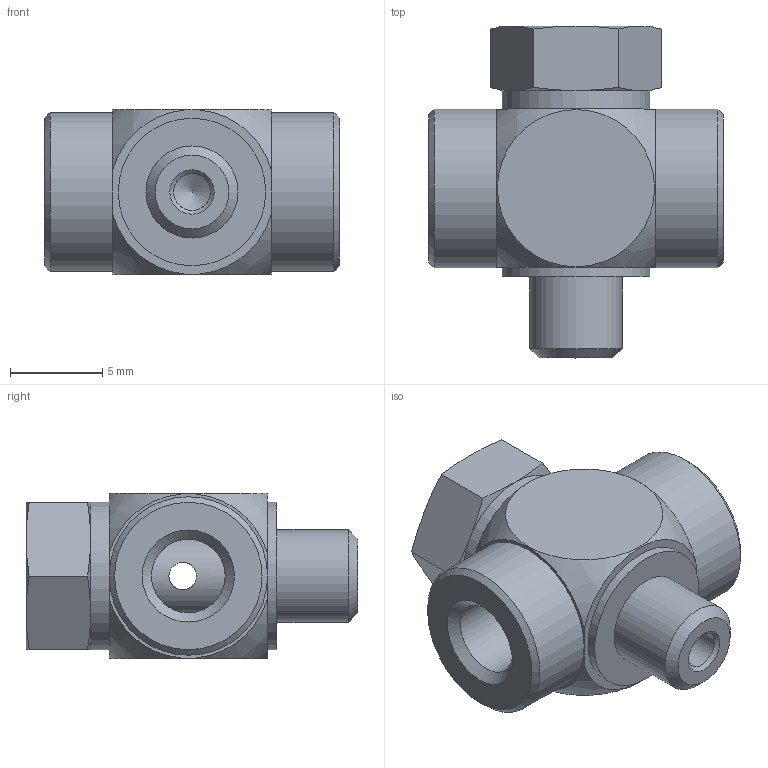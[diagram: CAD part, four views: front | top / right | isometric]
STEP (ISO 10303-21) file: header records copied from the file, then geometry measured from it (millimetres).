
FILE_DESCRIPTION(/* description */ (''),/* implementation_level */ '2;1');
FILE_NAME(/* name */ 'tjk_50_msv.stp',/* time_stamp */ '2017-03-15T10:19:25+01:00',/* author */ ('leitheußer'),/* organization */ (''),/* preprocessor_version */ 'ST-DEVELOPER v15.6',/* originating_system */ 'Autodesk Inventor LT ',/* authorisation */ '');
FILE_SCHEMA (('AUTOMOTIVE_DESIGN { 1 0 10303 214 3 1 1 }'));
Length unit declared in the file: millimetre
Products named in the file (1): tjk_50_msv
Bounding box: 16 x 18 x 9 mm (x, y, z)
Volume: 1197 mm3; surface area: 1237.5 mm2
Topology: 1 solids, 1 shells, 59 faces, 133 edges, 82 vertices
Faces by surface type: cone 22, plane 21, cylinder 14, sphere 2
Full cylindrical faces by diameter (mm): 1.5 x2, 2 x1, 4 x2, 4.2 x1, 5 x3, 5.1 x1, 8 x2, 8.6 x2
Entity records: 1640 total; most frequent: CARTESIAN_POINT 504, DIRECTION 238, ORIENTED_EDGE 192, AXIS2_PLACEMENT_3D 112, EDGE_LOOP 98, EDGE_CURVE 96, VERTEX_POINT 70, FACE_OUTER_BOUND 59
